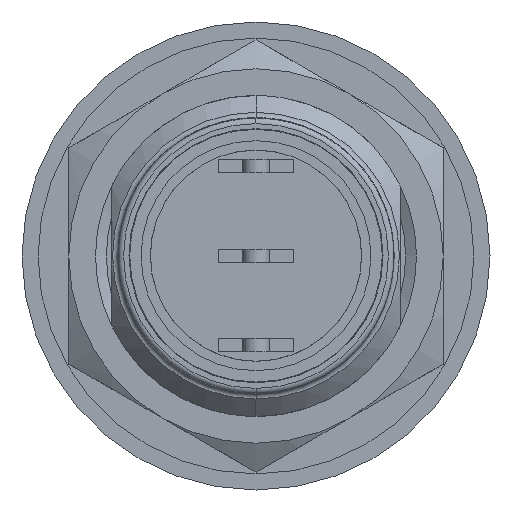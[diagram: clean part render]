
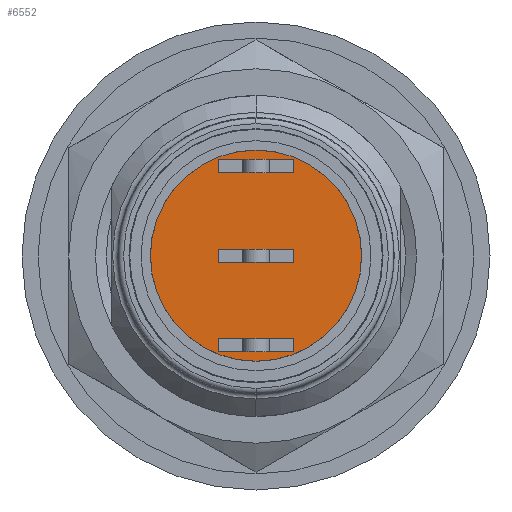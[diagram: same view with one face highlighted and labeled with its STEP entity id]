
A CAD part, front view. The second image highlights one B-rep face of the part: STEP entity #6552.
In plain terms, the highlighted planar face has unit normal (0, -1, 0).
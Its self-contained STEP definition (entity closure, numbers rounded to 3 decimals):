
#1387=CARTESIAN_POINT('',(0.,-1.,0.));
#1388=DIRECTION('',(0.,1.,0.));
#1389=DIRECTION('',(0.,0.,-1.));
#1390=AXIS2_PLACEMENT_3D('',#1387,#1388,#1389);
#1392=CARTESIAN_POINT('',(0.,-1.,0.));
#1393=DIRECTION('',(0.,1.,0.));
#1394=DIRECTION('',(0.,0.,1.));
#1395=AXIS2_PLACEMENT_3D('',#1392,#1393,#1394);
#1405=DIRECTION('',(1.,0.,0.));
#1406=VECTOR('',#1405,2.8);
#1407=CARTESIAN_POINT('',(-1.4,-1.,3.1));
#1408=LINE('',#1407,#1406);
#1438=DIRECTION('',(0.,0.,-1.));
#1439=VECTOR('',#1438,0.5);
#1440=CARTESIAN_POINT('',(-1.4,-1.,3.6));
#1441=LINE('',#1440,#1439);
#1442=DIRECTION('',(1.,0.,0.));
#1443=VECTOR('',#1442,2.8);
#1444=CARTESIAN_POINT('',(-1.4,-1.,3.6));
#1445=LINE('',#1444,#1443);
#1475=DIRECTION('',(0.,0.,-1.));
#1476=VECTOR('',#1475,0.5);
#1477=CARTESIAN_POINT('',(1.4,-1.,3.6));
#1478=LINE('',#1477,#1476);
#1503=DIRECTION('',(-1.,0.,0.));
#1504=VECTOR('',#1503,2.8);
#1505=CARTESIAN_POINT('',(1.4,-1.,0.25));
#1506=LINE('',#1505,#1504);
#1536=DIRECTION('',(0.,0.,1.));
#1537=VECTOR('',#1536,0.5);
#1538=CARTESIAN_POINT('',(1.4,-1.,-0.25));
#1539=LINE('',#1538,#1537);
#1540=DIRECTION('',(-1.,0.,0.));
#1541=VECTOR('',#1540,2.8);
#1542=CARTESIAN_POINT('',(1.4,-1.,-0.25));
#1543=LINE('',#1542,#1541);
#1573=DIRECTION('',(0.,0.,1.));
#1574=VECTOR('',#1573,0.5);
#1575=CARTESIAN_POINT('',(-1.4,-1.,-0.25));
#1576=LINE('',#1575,#1574);
#1601=DIRECTION('',(-1.,0.,0.));
#1602=VECTOR('',#1601,2.8);
#1603=CARTESIAN_POINT('',(1.4,-1.,-3.6));
#1604=LINE('',#1603,#1602);
#1633=DIRECTION('',(0.,0.,-1.));
#1634=VECTOR('',#1633,0.5);
#1635=CARTESIAN_POINT('',(-1.4,-1.,-3.1));
#1636=LINE('',#1635,#1634);
#1641=DIRECTION('',(-1.,0.,0.));
#1642=VECTOR('',#1641,2.8);
#1643=CARTESIAN_POINT('',(1.4,-1.,-3.1));
#1644=LINE('',#1643,#1642);
#1674=DIRECTION('',(0.,0.,-1.));
#1675=VECTOR('',#1674,0.5);
#1676=CARTESIAN_POINT('',(1.4,-1.,-3.1));
#1677=LINE('',#1676,#1675);
#5056=CARTESIAN_POINT('',(0.,-1.,-3.947));
#5057=CARTESIAN_POINT('',(0.,-1.,3.947));
#5058=VERTEX_POINT('',#5056);
#5059=VERTEX_POINT('',#5057);
#5072=CARTESIAN_POINT('',(-1.4,-1.,3.1));
#5073=CARTESIAN_POINT('',(1.4,-1.,3.1));
#5074=VERTEX_POINT('',#5072);
#5075=VERTEX_POINT('',#5073);
#5080=CARTESIAN_POINT('',(-1.4,-1.,3.6));
#5081=CARTESIAN_POINT('',(1.4,-1.,3.6));
#5082=VERTEX_POINT('',#5080);
#5083=VERTEX_POINT('',#5081);
#5084=CARTESIAN_POINT('',(1.4,-1.,0.25));
#5085=CARTESIAN_POINT('',(-1.4,-1.,0.25));
#5086=VERTEX_POINT('',#5084);
#5087=VERTEX_POINT('',#5085);
#5092=CARTESIAN_POINT('',(1.4,-1.,-0.25));
#5093=CARTESIAN_POINT('',(-1.4,-1.,-0.25));
#5094=VERTEX_POINT('',#5092);
#5095=VERTEX_POINT('',#5093);
#5096=CARTESIAN_POINT('',(1.4,-1.,-3.6));
#5097=CARTESIAN_POINT('',(-1.4,-1.,-3.6));
#5098=VERTEX_POINT('',#5096);
#5099=VERTEX_POINT('',#5097);
#5100=CARTESIAN_POINT('',(1.4,-1.,-3.1));
#5101=CARTESIAN_POINT('',(-1.4,-1.,-3.1));
#5102=VERTEX_POINT('',#5100);
#5103=VERTEX_POINT('',#5101);
#6512=CARTESIAN_POINT('',(0.,-1.,-0.012));
#6513=DIRECTION('',(0.,1.,0.));
#6514=DIRECTION('',(1.,0.,0.));
#6515=AXIS2_PLACEMENT_3D('',#6512,#6513,#6514);
#6516=PLANE('',#6515);
#6517=ORIENTED_EDGE('',*,*,#6502,.T.);
#6519=ORIENTED_EDGE('',*,*,#6518,.T.);
#6520=EDGE_LOOP('',(#6517,#6519));
#6521=FACE_OUTER_BOUND('',#6520,.F.);
#6523=ORIENTED_EDGE('',*,*,#6522,.T.);
#6525=ORIENTED_EDGE('',*,*,#6524,.F.);
#6527=ORIENTED_EDGE('',*,*,#6526,.F.);
#6529=ORIENTED_EDGE('',*,*,#6528,.T.);
#6530=EDGE_LOOP('',(#6523,#6525,#6527,#6529));
#6531=FACE_BOUND('',#6530,.F.);
#6533=ORIENTED_EDGE('',*,*,#6532,.T.);
#6535=ORIENTED_EDGE('',*,*,#6534,.F.);
#6537=ORIENTED_EDGE('',*,*,#6536,.F.);
#6539=ORIENTED_EDGE('',*,*,#6538,.T.);
#6540=EDGE_LOOP('',(#6533,#6535,#6537,#6539));
#6541=FACE_BOUND('',#6540,.F.);
#6543=ORIENTED_EDGE('',*,*,#6542,.F.);
#6545=ORIENTED_EDGE('',*,*,#6544,.F.);
#6547=ORIENTED_EDGE('',*,*,#6546,.T.);
#6549=ORIENTED_EDGE('',*,*,#6548,.T.);
#6550=EDGE_LOOP('',(#6543,#6545,#6547,#6549));
#6551=FACE_BOUND('',#6550,.F.);
#6552=ADVANCED_FACE('',(#6521,#6531,#6541,#6551),#6516,.F.);
#1391=CIRCLE('',#1390,3.947);
#1396=CIRCLE('',#1395,3.947);
#6502=EDGE_CURVE('',#5058,#5059,#1391,.T.);
#6518=EDGE_CURVE('',#5059,#5058,#1396,.T.);
#6522=EDGE_CURVE('',#5074,#5075,#1408,.T.);
#6524=EDGE_CURVE('',#5083,#5075,#1478,.T.);
#6526=EDGE_CURVE('',#5082,#5083,#1445,.T.);
#6528=EDGE_CURVE('',#5082,#5074,#1441,.T.);
#6532=EDGE_CURVE('',#5086,#5087,#1506,.T.);
#6534=EDGE_CURVE('',#5095,#5087,#1576,.T.);
#6536=EDGE_CURVE('',#5094,#5095,#1543,.T.);
#6538=EDGE_CURVE('',#5094,#5086,#1539,.T.);
#6542=EDGE_CURVE('',#5098,#5099,#1604,.T.);
#6544=EDGE_CURVE('',#5102,#5098,#1677,.T.);
#6546=EDGE_CURVE('',#5102,#5103,#1644,.T.);
#6548=EDGE_CURVE('',#5103,#5099,#1636,.T.);
